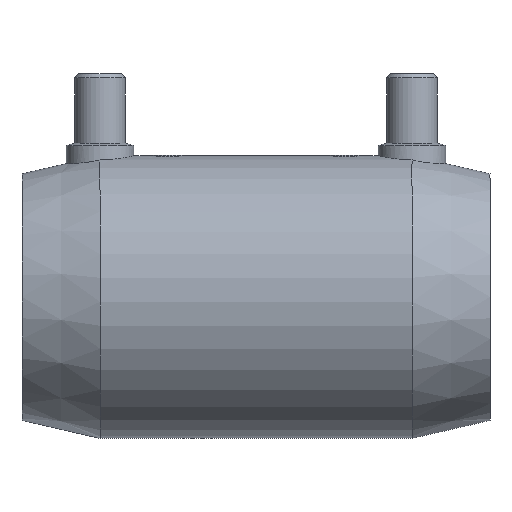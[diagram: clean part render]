
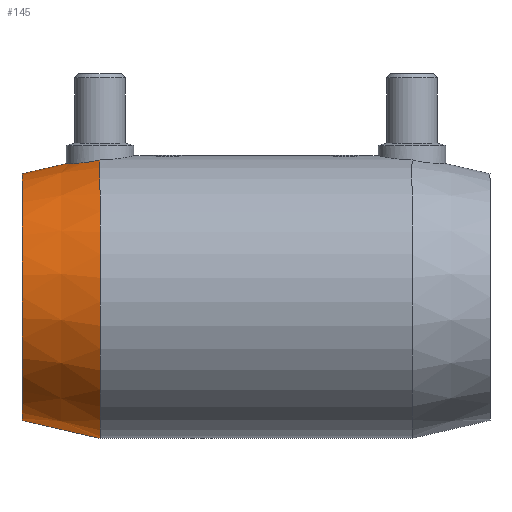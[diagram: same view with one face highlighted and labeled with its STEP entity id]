
A CAD part, top view. The second image highlights one B-rep face of the part: STEP entity #145.
In plain terms, the highlighted conical face has half-angle 12.938 degrees and reference radius 31.375 mm.
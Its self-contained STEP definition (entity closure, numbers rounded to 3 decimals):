
#145 = ADVANCED_FACE( '', ( #296 ), #297, .T. );
#296 = FACE_OUTER_BOUND( '', #452, .T. );
#297 = CONICAL_SURFACE( '', #453, 31.375, 0.226 );
#452 = EDGE_LOOP( '', ( #994, #995, #996, #997, #998 ) );
#453 = AXIS2_PLACEMENT_3D( '', #999, #1000, #1001 );
#994 = ORIENTED_EDGE( '', *, *, #1029, .T. );
#995 = ORIENTED_EDGE( '', *, *, #1192, .F. );
#996 = ORIENTED_EDGE( '', *, *, #1032, .T. );
#997 = ORIENTED_EDGE( '', *, *, #1180, .T. );
#998 = ORIENTED_EDGE( '', *, *, #1182, .T. );
#999 = CARTESIAN_POINT( '', ( -46.75, 0., 0. ) );
#1000 = DIRECTION( '', ( 1., 0., 0. ) );
#1001 = DIRECTION( '', ( 0., 1., 0. ) );
#1029 = EDGE_CURVE( '', #1204, #1205, #1206, .T. );
#1032 = EDGE_CURVE( '', #1211, #1209, #1212, .T. );
#1180 = EDGE_CURVE( '', #1209, #1452, #1454, .T. );
#1182 = EDGE_CURVE( '', #1452, #1204, #1456, .T. );
#1192 = EDGE_CURVE( '', #1211, #1205, #1466, .T. );
#1204 = VERTEX_POINT( '', #1517 );
#1205 = VERTEX_POINT( '', #1518 );
#1206 = LINE( '', #1519, #1520 );
#1209 = VERTEX_POINT( '', #1560 );
#1211 = VERTEX_POINT( '', #1562 );
#1212 = LINE( '', #1563, #1564 );
#1452 = VERTEX_POINT( '', #2150 );
#1454 = CIRCLE( '', #2185, 33.5 );
#1456 = B_SPLINE_CURVE_WITH_KNOTS( '', 3, ( #2187, #2188, #2189, #2190, #2191, #2192, #2193, #2194, #2195, #2196, #2197, #2198, #2199, #2200, #2201, #2202, #2203, #2204, #2205, #2206, #2207, #2208, #2209, #2210, #2211, #2212, #2213, #2214, #2215, #2216, #2217, #2218, #2219, #2220, #2221, #2222, #2223, #2224 ), .UNSPECIFIED., .F., .F., ( 4, 2, 2, 2, 2, 2, 2, 2, 2, 2, 2, 2, 2, 2, 2, 2, 2, 2, 4 ), ( 6.902, 7.35, 8.814, 10.279, 11.743, 13.208, 14.661, 16.115, 17.568, 19.022, 20.475, 21.928, 23.382, 24.835, 26.3, 27.764, 29.229, 30.693, 31.141 ), .UNSPECIFIED. );
#1466 = CIRCLE( '', #2234, 29.25 );
#1517 = CARTESIAN_POINT( '', ( -45.5, 31.662, 0. ) );
#1518 = CARTESIAN_POINT( '', ( -56., 29.25, 0. ) );
#1519 = CARTESIAN_POINT( '', ( -46.75, 31.375, 0. ) );
#1520 = VECTOR( '', #2244, 1. );
#1560 = CARTESIAN_POINT( '', ( -37.5, -33.5, 0. ) );
#1562 = CARTESIAN_POINT( '', ( -56., -29.25, 0. ) );
#1563 = CARTESIAN_POINT( '', ( -46.75, -31.375, 0. ) );
#1564 = VECTOR( '', #2248, 1. );
#2150 = CARTESIAN_POINT( '', ( -37.5, 32.531, 8. ) );
#2185 = AXIS2_PLACEMENT_3D( '', #2505, #2506, #2507 );
#2187 = CARTESIAN_POINT( '', ( -37.5, 32.531, 8. ) );
#2188 = CARTESIAN_POINT( '', ( -37.647, 32.496, 8. ) );
#2189 = CARTESIAN_POINT( '', ( -37.793, 32.462, 7.996 ) );
#2190 = CARTESIAN_POINT( '', ( -38.415, 32.324, 7.962 ) );
#2191 = CARTESIAN_POINT( '', ( -38.907, 32.225, 7.891 ) );
#2192 = CARTESIAN_POINT( '', ( -39.889, 32.051, 7.652 ) );
#2193 = CARTESIAN_POINT( '', ( -40.377, 31.976, 7.483 ) );
#2194 = CARTESIAN_POINT( '', ( -41.313, 31.853, 7.052 ) );
#2195 = CARTESIAN_POINT( '', ( -41.762, 31.806, 6.789 ) );
#2196 = CARTESIAN_POINT( '', ( -42.591, 31.733, 6.192 ) );
#2197 = CARTESIAN_POINT( '', ( -42.971, 31.709, 5.857 ) );
#2198 = CARTESIAN_POINT( '', ( -43.64, 31.675, 5.152 ) );
#2199 = CARTESIAN_POINT( '', ( -43.952, 31.665, 4.757 ) );
#2200 = CARTESIAN_POINT( '', ( -44.502, 31.655, 3.902 ) );
#2201 = CARTESIAN_POINT( '', ( -44.74, 31.654, 3.441 ) );
#2202 = CARTESIAN_POINT( '', ( -45.122, 31.655, 2.484 ) );
#2203 = CARTESIAN_POINT( '', ( -45.266, 31.658, 1.986 ) );
#2204 = CARTESIAN_POINT( '', ( -45.455, 31.661, 0.986 ) );
#2205 = CARTESIAN_POINT( '', ( -45.5, 31.662, 0.484 ) );
#2206 = CARTESIAN_POINT( '', ( -45.5, 31.662, -0.484 ) );
#2207 = CARTESIAN_POINT( '', ( -45.455, 31.661, -0.986 ) );
#2208 = CARTESIAN_POINT( '', ( -45.266, 31.658, -1.986 ) );
#2209 = CARTESIAN_POINT( '', ( -45.122, 31.655, -2.484 ) );
#2210 = CARTESIAN_POINT( '', ( -44.74, 31.654, -3.441 ) );
#2211 = CARTESIAN_POINT( '', ( -44.502, 31.655, -3.902 ) );
#2212 = CARTESIAN_POINT( '', ( -43.952, 31.665, -4.757 ) );
#2213 = CARTESIAN_POINT( '', ( -43.64, 31.675, -5.152 ) );
#2214 = CARTESIAN_POINT( '', ( -42.971, 31.709, -5.857 ) );
#2215 = CARTESIAN_POINT( '', ( -42.591, 31.733, -6.192 ) );
#2216 = CARTESIAN_POINT( '', ( -41.762, 31.806, -6.789 ) );
#2217 = CARTESIAN_POINT( '', ( -41.313, 31.853, -7.052 ) );
#2218 = CARTESIAN_POINT( '', ( -40.377, 31.976, -7.483 ) );
#2219 = CARTESIAN_POINT( '', ( -39.889, 32.051, -7.652 ) );
#2220 = CARTESIAN_POINT( '', ( -38.907, 32.225, -7.891 ) );
#2221 = CARTESIAN_POINT( '', ( -38.415, 32.324, -7.962 ) );
#2222 = CARTESIAN_POINT( '', ( -37.793, 32.462, -7.996 ) );
#2223 = CARTESIAN_POINT( '', ( -37.647, 32.496, -8. ) );
#2224 = CARTESIAN_POINT( '', ( -37.5, 32.531, -8. ) );
#2234 = AXIS2_PLACEMENT_3D( '', #2538, #2539, #2540 );
#2244 = DIRECTION( '', ( -0.975, -0.224, 0. ) );
#2248 = DIRECTION( '', ( 0.975, -0.224, 0. ) );
#2505 = CARTESIAN_POINT( '', ( -37.5, 0., 0. ) );
#2506 = DIRECTION( '', ( -1., 0., 0. ) );
#2507 = DIRECTION( '', ( 0., 1., 0. ) );
#2538 = CARTESIAN_POINT( '', ( -56., 0., 0. ) );
#2539 = DIRECTION( '', ( -1., 0., 0. ) );
#2540 = DIRECTION( '', ( 0., 1., 0. ) );
